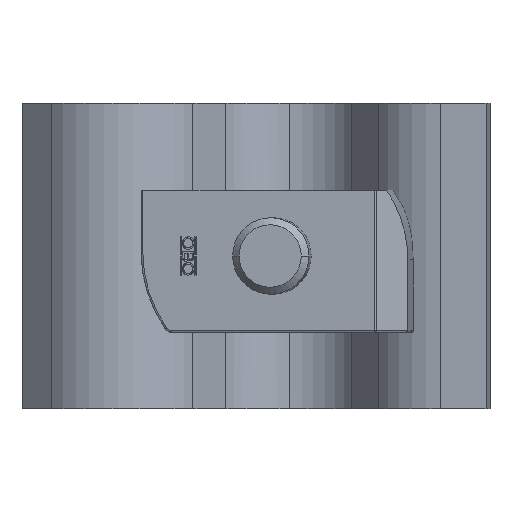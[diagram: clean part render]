
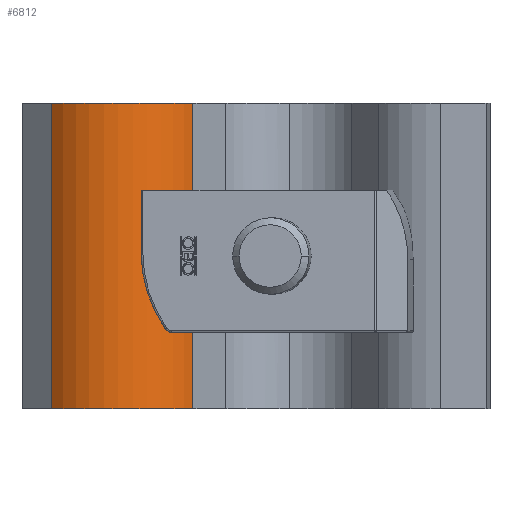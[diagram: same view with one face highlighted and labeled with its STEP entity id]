
A CAD part, front view. The second image highlights one B-rep face of the part: STEP entity #6812.
In plain terms, the highlighted cylindrical face has radius 12 mm (diameter 24 mm), a partial arc.
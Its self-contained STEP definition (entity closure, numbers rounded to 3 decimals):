
#5588=CARTESIAN_POINT('',(52.644,19.265,0.));
#5589=DIRECTION('',(0.,0.,1.));
#5590=DIRECTION('',(-0.707,-0.707,0.));
#5591=AXIS2_PLACEMENT_3D('',#5588,#5589,#5590);
#5673=CARTESIAN_POINT('',(52.644,19.265,-40.));
#5674=DIRECTION('',(0.,0.,-1.));
#5675=DIRECTION('',(0.831,-0.557,0.));
#5676=AXIS2_PLACEMENT_3D('',#5673,#5674,#5675);
#5803=DIRECTION('',(0.,0.,-1.));
#5804=VECTOR('',#5803,40.);
#5805=CARTESIAN_POINT('',(44.159,10.78,0.));
#5806=LINE('',#5805,#5804);
#5807=DIRECTION('',(0.,0.,1.));
#5808=VECTOR('',#5807,40.);
#5809=CARTESIAN_POINT('',(62.613,12.586,-40.));
#5810=LINE('',#5809,#5808);
#5812=CARTESIAN_POINT('',(62.613,12.586,-40.));
#5814=VERTEX_POINT('',#5812);
#5815=CARTESIAN_POINT('',(62.613,12.586,
0.));
#5816=VERTEX_POINT('',#5815);
#5895=CARTESIAN_POINT('',(44.159,10.78,
0.));
#5896=VERTEX_POINT('',#5895);
#5903=CARTESIAN_POINT('',(44.159,10.78,-40.));
#5904=VERTEX_POINT('',#5903);
#6801=CARTESIAN_POINT('',(52.644,19.265,
0.));
#6802=DIRECTION('',(0.,0.,1.));
#6803=DIRECTION('',(1.,0.,0.));
#6804=AXIS2_PLACEMENT_3D('',#6801,#6802,#6803);
#6805=CYLINDRICAL_SURFACE('',#6804,12.);
#6806=ORIENTED_EDGE('',*,*,#6795,.F.);
#6807=ORIENTED_EDGE('',*,*,#6094,.T.);
#6808=ORIENTED_EDGE('',*,*,#5924,.F.);
#6809=ORIENTED_EDGE('',*,*,#6149,.T.);
#6810=EDGE_LOOP('',(#6806,#6807,#6808,#6809));
#6811=FACE_OUTER_BOUND('',#6810,.F.);
#6812=ADVANCED_FACE('',(#6811),#6805,.T.);
#5592=CIRCLE('',#5591,12.);
#5677=CIRCLE('',#5676,12.);
#5924=EDGE_CURVE('',#5814,#5816,#5810,.T.);
#6094=EDGE_CURVE('',#5896,#5816,#5592,.T.);
#6149=EDGE_CURVE('',#5814,#5904,#5677,.T.);
#6795=EDGE_CURVE('',#5896,#5904,#5806,.T.);
